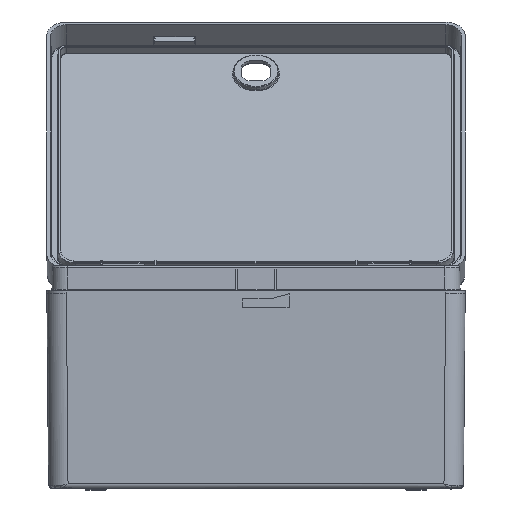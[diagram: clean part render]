
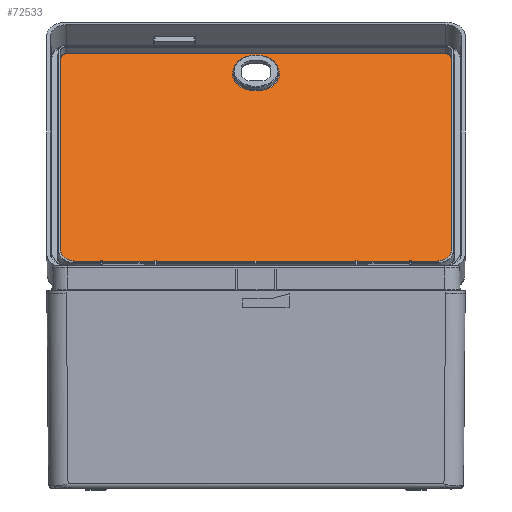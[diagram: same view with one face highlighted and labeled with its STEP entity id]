
A CAD part, top view. The second image highlights one B-rep face of the part: STEP entity #72533.
In plain terms, the highlighted face is planar.
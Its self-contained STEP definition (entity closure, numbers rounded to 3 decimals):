
#1907 = CARTESIAN_POINT ( 'NONE',  ( 0., -22.2, 94. ) ) ;
#1908 = AXIS2_PLACEMENT_3D ( 'NONE', #1907, #1967, #1966 ) ;
#1909 = CIRCLE ( 'NONE', #1908, 16.778 ) ;
#1916 = CARTESIAN_POINT ( 'NONE',  ( 0., -22.2, 77.222 ) ) ;
#1965 = CARTESIAN_POINT ( 'NONE',  ( 0., -22.2, 110.778 ) ) ;
#1966 = DIRECTION ( 'NONE',  ( 0., 0., 1. ) ) ;
#1967 = DIRECTION ( 'NONE',  ( 0., -1., 0. ) ) ;
#21728 = CARTESIAN_POINT ( 'NONE',  ( -129.191, -22.2, -102.485 ) ) ;
#21852 = DIRECTION ( 'NONE',  ( 0., 0., 1. ) ) ;
#21853 = VECTOR ( 'NONE', #21852, 1000. ) ;
#21854 = CARTESIAN_POINT ( 'NONE',  ( -139.862, -22.2, -91.814 ) ) ;
#21855 = LINE ( 'NONE', #21854, #21853 ) ;
#21856 = CARTESIAN_POINT ( 'NONE',  ( -139.862, -22.2, 111.002 ) ) ;
#21861 = CARTESIAN_POINT ( 'NONE',  ( 136.002, -22.2, 114.862 ) ) ;
#21862 = CARTESIAN_POINT ( 'NONE',  ( -139.862, -22.2, -91.814 ) ) ;
#21904 = CIRCLE ( 'NONE', #21961, 10.672 ) ;
#21930 = DIRECTION ( 'NONE',  ( 0., 0., 1. ) ) ;
#21931 = DIRECTION ( 'NONE',  ( 0., 1., 0. ) ) ;
#21932 = CARTESIAN_POINT ( 'NONE',  ( -129.191, -22.2, -91.814 ) ) ;
#21933 = AXIS2_PLACEMENT_3D ( 'NONE', #21932, #21931, #21930 ) ;
#21934 = CIRCLE ( 'NONE', #21933, 10.672 ) ;
#21958 = DIRECTION ( 'NONE',  ( 0., 0., 1. ) ) ;
#21959 = DIRECTION ( 'NONE',  ( 0., 1., 0. ) ) ;
#21960 = CARTESIAN_POINT ( 'NONE',  ( 129.191, -22.2, -91.814 ) ) ;
#21961 = AXIS2_PLACEMENT_3D ( 'NONE', #21960, #21959, #21958 ) ;
#21973 = CARTESIAN_POINT ( 'NONE',  ( -136.002, -22.2, 114.862 ) ) ;
#21974 = DIRECTION ( 'NONE',  ( 1., 0., 0. ) ) ;
#21975 = VECTOR ( 'NONE', #21974, 1000. ) ;
#21976 = CARTESIAN_POINT ( 'NONE',  ( -129.191, -22.2, 114.862 ) ) ;
#21977 = LINE ( 'NONE', #21976, #21975 ) ;
#21978 = CARTESIAN_POINT ( 'NONE',  ( 139.862, -22.2, 111.002 ) ) ;
#21979 = DIRECTION ( 'NONE',  ( 0., 0., -1. ) ) ;
#21980 = VECTOR ( 'NONE', #21979, 1000. ) ;
#21981 = CARTESIAN_POINT ( 'NONE',  ( 139.862, -22.2, -91.814 ) ) ;
#21982 = LINE ( 'NONE', #21981, #21980 ) ;
#21983 = CARTESIAN_POINT ( 'NONE',  ( 139.862, -22.2, -91.814 ) ) ;
#22059 = FACE_OUTER_BOUND ( 'NONE', #72545, .T. ) ;
#22060 = B_SPLINE_CURVE_WITH_KNOTS ( 'NONE', 3,
 ( #22082, #22081, #39144, #39151, #39179, #39177, #39184, #39190, #39189, #39191 ),
 .UNSPECIFIED., .F., .F.,
 ( 4, 2, 2, 2, 4 ),
 ( 0., 0.002, 0.003, 0.005, 0.006 ),
 .UNSPECIFIED. ) ;
#22081 = CARTESIAN_POINT ( 'NONE',  ( -139.862, -22.2, 111.504 ) ) ;
#22082 = CARTESIAN_POINT ( 'NONE',  ( -139.862, -22.2, 111.002 ) ) ;
#22085 = FACE_BOUND ( 'NONE', #72536, .T. ) ;
#22089 = DIRECTION ( 'NONE',  ( -1., 0., 0. ) ) ;
#22090 = VECTOR ( 'NONE', #22089, 1000. ) ;
#22091 = CARTESIAN_POINT ( 'NONE',  ( -129.191, -22.2, -102.485 ) ) ;
#22092 = LINE ( 'NONE', #22091, #22090 ) ;
#22097 = DIRECTION ( 'NONE',  ( 0., 0., 1. ) ) ;
#22098 = DIRECTION ( 'NONE',  ( 0., -1., 0. ) ) ;
#22099 = AXIS2_PLACEMENT_3D ( 'NONE', #22106, #22098, #22097 ) ;
#22100 = CIRCLE ( 'NONE', #22099, 16.778 ) ;
#22101 = DIRECTION ( 'NONE',  ( 0., 0., 1. ) ) ;
#22102 = DIRECTION ( 'NONE',  ( 0., 1., 0. ) ) ;
#22103 = CARTESIAN_POINT ( 'NONE',  ( -129.191, -22.2, -91.814 ) ) ;
#22104 = AXIS2_PLACEMENT_3D ( 'NONE', #22103, #22102, #22101 ) ;
#22105 = PLANE ( 'NONE',  #22104 ) ;
#22106 = CARTESIAN_POINT ( 'NONE',  ( 0., -22.2, 94. ) ) ;
#22113 = CARTESIAN_POINT ( 'NONE',  ( 139.862, -22.2, 111.002 ) ) ;
#22114 = CARTESIAN_POINT ( 'NONE',  ( 139.862, -22.2, 111.505 ) ) ;
#22115 = CARTESIAN_POINT ( 'NONE',  ( 139.761, -22.2, 112.015 ) ) ;
#22116 = CARTESIAN_POINT ( 'NONE',  ( 139.374, -22.2, 112.951 ) ) ;
#22117 = CARTESIAN_POINT ( 'NONE',  ( 139.088, -22.2, 113.377 ) ) ;
#22118 = CARTESIAN_POINT ( 'NONE',  ( 138.374, -22.2, 114.089 ) ) ;
#22119 = CARTESIAN_POINT ( 'NONE',  ( 137.947, -22.2, 114.375 ) ) ;
#22120 = CARTESIAN_POINT ( 'NONE',  ( 137.012, -22.2, 114.762 ) ) ;
#22144 = CARTESIAN_POINT ( 'NONE',  ( 136.504, -22.2, 114.862 ) ) ;
#22145 = CARTESIAN_POINT ( 'NONE',  ( 136.002, -22.2, 114.862 ) ) ;
#22146 = B_SPLINE_CURVE_WITH_KNOTS ( 'NONE', 3,
 ( #22145, #22144, #22120, #22119, #22118, #22117, #22116, #22115, #22114, #22113 ),
 .UNSPECIFIED., .F., .F.,
 ( 4, 2, 2, 2, 4 ),
 ( 0., 0.002, 0.003, 0.005, 0.006 ),
 .UNSPECIFIED. ) ;
#22167 = CARTESIAN_POINT ( 'NONE',  ( 129.191, -22.2, -102.485 ) ) ;
#39144 = CARTESIAN_POINT ( 'NONE',  ( -139.762, -22.2, 112.012 ) ) ;
#39151 = CARTESIAN_POINT ( 'NONE',  ( -139.375, -22.2, 112.947 ) ) ;
#39177 = CARTESIAN_POINT ( 'NONE',  ( -138.377, -22.2, 114.088 ) ) ;
#39179 = CARTESIAN_POINT ( 'NONE',  ( -139.089, -22.2, 113.374 ) ) ;
#39184 = CARTESIAN_POINT ( 'NONE',  ( -137.951, -22.2, 114.374 ) ) ;
#39189 = CARTESIAN_POINT ( 'NONE',  ( -136.505, -22.2, 114.862 ) ) ;
#39190 = CARTESIAN_POINT ( 'NONE',  ( -137.015, -22.2, 114.761 ) ) ;
#39191 = CARTESIAN_POINT ( 'NONE',  ( -136.002, -22.2, 114.862 ) ) ;
#62114 = VERTEX_POINT ( 'NONE', #1916 ) ;
#62120 = EDGE_CURVE ( 'NONE', #62124, #62114, #1909, .T. ) ;
#62124 = VERTEX_POINT ( 'NONE', #1965 ) ;
#72314 = VERTEX_POINT ( 'NONE', #21728 ) ;
#72387 = VERTEX_POINT ( 'NONE', #21861 ) ;
#72393 = VERTEX_POINT ( 'NONE', #21856 ) ;
#72395 = EDGE_CURVE ( 'NONE', #72418, #72393, #21855, .T. ) ;
#72418 = VERTEX_POINT ( 'NONE', #21862 ) ;
#72420 = EDGE_CURVE ( 'NONE', #72314, #72418, #21934, .T. ) ;
#72449 = EDGE_CURVE ( 'NONE', #72469, #72583, #21904, .T. ) ;
#72469 = VERTEX_POINT ( 'NONE', #21983 ) ;
#72473 = EDGE_CURVE ( 'NONE', #72475, #72469, #21982, .T. ) ;
#72475 = VERTEX_POINT ( 'NONE', #21978 ) ;
#72478 = EDGE_CURVE ( 'NONE', #72479, #72387, #21977, .T. ) ;
#72479 = VERTEX_POINT ( 'NONE', #21973 ) ;
#72531 = EDGE_CURVE ( 'NONE', #72393, #72479, #22060, .T. ) ;
#72533 = ADVANCED_FACE ( 'NONE', ( #22085, #22059 ), #22105, .T. ) ;
#72536 = EDGE_LOOP ( 'NONE', ( #72538, #72540 ) ) ;
#72538 = ORIENTED_EDGE ( 'NONE', *, *, #62120, .T. ) ;
#72540 = ORIENTED_EDGE ( 'NONE', *, *, #72542, .T. ) ;
#72542 = EDGE_CURVE ( 'NONE', #62114, #62124, #22100, .T. ) ;
#72545 = EDGE_LOOP ( 'NONE', ( #72646, #72647, #72648, #72649, #72650, #72652, #72653, #72654 ) ) ;
#72552 = EDGE_CURVE ( 'NONE', #72583, #72314, #22092, .T. ) ;
#72562 = EDGE_CURVE ( 'NONE', #72387, #72475, #22146, .T. ) ;
#72583 = VERTEX_POINT ( 'NONE', #22167 ) ;
#72646 = ORIENTED_EDGE ( 'NONE', *, *, #72420, .T. ) ;
#72647 = ORIENTED_EDGE ( 'NONE', *, *, #72395, .T. ) ;
#72648 = ORIENTED_EDGE ( 'NONE', *, *, #72531, .T. ) ;
#72649 = ORIENTED_EDGE ( 'NONE', *, *, #72478, .T. ) ;
#72650 = ORIENTED_EDGE ( 'NONE', *, *, #72562, .T. ) ;
#72652 = ORIENTED_EDGE ( 'NONE', *, *, #72473, .T. ) ;
#72653 = ORIENTED_EDGE ( 'NONE', *, *, #72449, .T. ) ;
#72654 = ORIENTED_EDGE ( 'NONE', *, *, #72552, .T. ) ;
